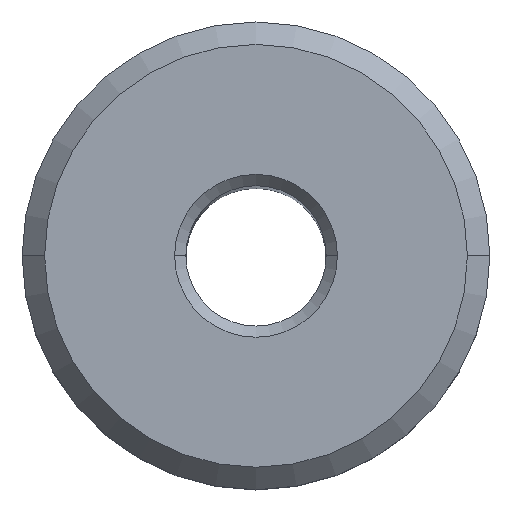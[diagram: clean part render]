
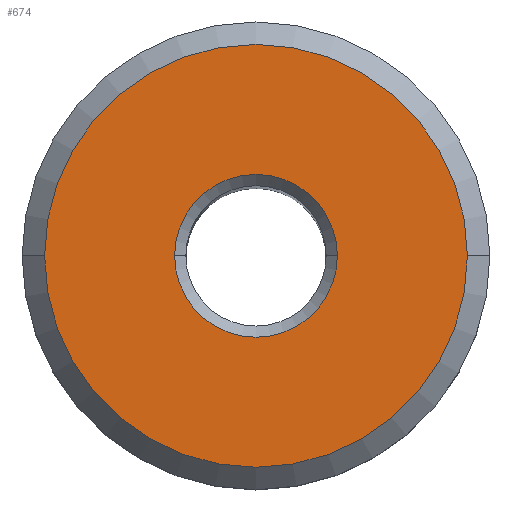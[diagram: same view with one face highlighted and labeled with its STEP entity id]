
A CAD part, top view. The second image highlights one B-rep face of the part: STEP entity #674.
In plain terms, the highlighted planar face has unit normal (0, 0, 1).
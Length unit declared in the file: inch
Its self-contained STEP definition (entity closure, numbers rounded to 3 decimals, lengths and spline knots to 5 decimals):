
#11 = CARTESIAN_POINT ( 'NONE',  ( 0.10875, 0., 0. ) ) ;
#14 = CIRCLE ( 'NONE', #1054, 0.2825 ) ;
#23 = VERTEX_POINT ( 'NONE', #628 ) ;
#50 = PLANE ( 'NONE',  #307 ) ;
#105 = AXIS2_PLACEMENT_3D ( 'NONE', #107, #456, #790 ) ;
#107 = CARTESIAN_POINT ( 'NONE',  ( 0., 0., 0. ) ) ;
#132 = CARTESIAN_POINT ( 'NONE',  ( 0., 0., 0. ) ) ;
#185 = CIRCLE ( 'NONE', #1042, 0.10875 ) ;
#244 = DIRECTION ( 'NONE',  ( 0., 0., 1. ) ) ;
#245 = CARTESIAN_POINT ( 'NONE',  ( 0., 0., 0. ) ) ;
#249 = CARTESIAN_POINT ( 'NONE',  ( 0., 0.3125, 0. ) ) ;
#307 = AXIS2_PLACEMENT_3D ( 'NONE', #249, #326, #479 ) ;
#324 = DIRECTION ( 'NONE',  ( -1., 0., 0. ) ) ;
#326 = DIRECTION ( 'NONE',  ( 0., 0., -1. ) ) ;
#328 = ORIENTED_EDGE ( 'NONE', *, *, #589, .T. ) ;
#392 = VERTEX_POINT ( 'NONE', #11 ) ;
#400 = DIRECTION ( 'NONE',  ( -1., 0., 0. ) ) ;
#414 = CIRCLE ( 'NONE', #105, 0.10875 ) ;
#420 = DIRECTION ( 'NONE',  ( 0., 0., 1. ) ) ;
#438 = EDGE_LOOP ( 'NONE', ( #328, #792 ) ) ;
#456 = DIRECTION ( 'NONE',  ( 0., 0., -1. ) ) ;
#478 = DIRECTION ( 'NONE',  ( 0., 0., -1. ) ) ;
#479 = DIRECTION ( 'NONE',  ( -1., 0., 0. ) ) ;
#494 = AXIS2_PLACEMENT_3D ( 'NONE', #1100, #244, #324 ) ;
#571 = ORIENTED_EDGE ( 'NONE', *, *, #582, .T. ) ;
#582 = EDGE_CURVE ( 'NONE', #23, #392, #414, .T. ) ;
#589 = EDGE_CURVE ( 'NONE', #814, #931, #14, .T. ) ;
#617 = CARTESIAN_POINT ( 'NONE',  ( 0.2825, 0., 0. ) ) ;
#628 = CARTESIAN_POINT ( 'NONE',  ( -0.10875, 0., 0. ) ) ;
#674 = ADVANCED_FACE ( 'NONE', ( #1095, #899 ), #50, .F. ) ;
#715 = ORIENTED_EDGE ( 'NONE', *, *, #1076, .T. ) ;
#790 = DIRECTION ( 'NONE',  ( -1., 0., 0. ) ) ;
#792 = ORIENTED_EDGE ( 'NONE', *, *, #1015, .T. ) ;
#814 = VERTEX_POINT ( 'NONE', #863 ) ;
#821 = CIRCLE ( 'NONE', #494, 0.2825 ) ;
#863 = CARTESIAN_POINT ( 'NONE',  ( -0.2825, 0., 0. ) ) ;
#899 = FACE_BOUND ( 'NONE', #996, .T. ) ;
#931 = VERTEX_POINT ( 'NONE', #617 ) ;
#996 = EDGE_LOOP ( 'NONE', ( #715, #571 ) ) ;
#1006 = DIRECTION ( 'NONE',  ( -1., 0., 0. ) ) ;
#1015 = EDGE_CURVE ( 'NONE', #931, #814, #821, .T. ) ;
#1042 = AXIS2_PLACEMENT_3D ( 'NONE', #132, #478, #400 ) ;
#1054 = AXIS2_PLACEMENT_3D ( 'NONE', #245, #420, #1006 ) ;
#1076 = EDGE_CURVE ( 'NONE', #392, #23, #185, .T. ) ;
#1095 = FACE_OUTER_BOUND ( 'NONE', #438, .T. ) ;
#1100 = CARTESIAN_POINT ( 'NONE',  ( 0., 0., 0. ) ) ;
